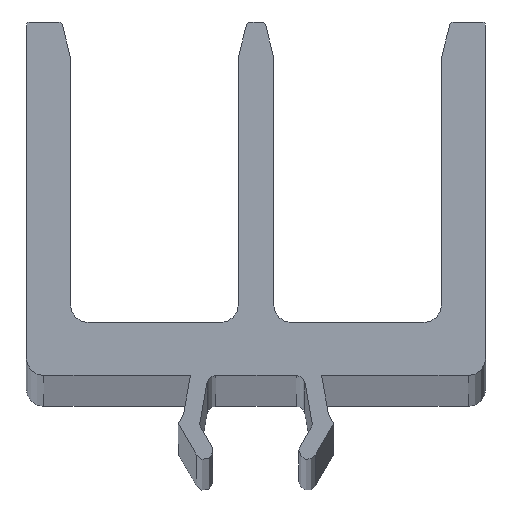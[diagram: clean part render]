
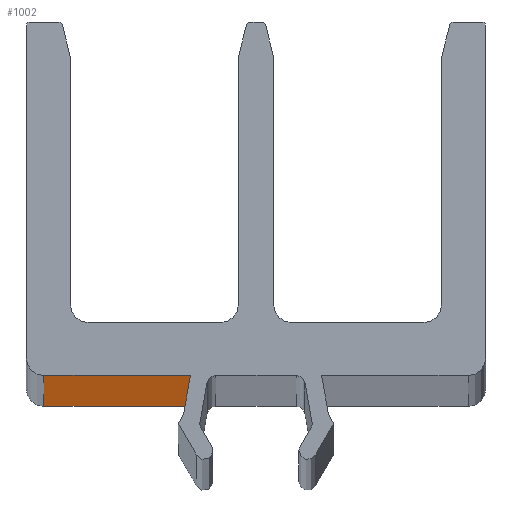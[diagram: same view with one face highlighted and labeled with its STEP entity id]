
A CAD part, top view. The second image highlights one B-rep face of the part: STEP entity #1002.
In plain terms, the highlighted planar face has unit normal (0, -1, 0).
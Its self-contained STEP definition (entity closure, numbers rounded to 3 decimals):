
#129 = FACE_OUTER_BOUND ( 'NONE', #1093, .T. ) ;
#233 = VECTOR ( 'NONE', #480, 1000. ) ;
#235 = VECTOR ( 'NONE', #482, 1000. ) ;
#237 = VECTOR ( 'NONE', #495, 1000. ) ;
#238 = LINE ( 'NONE', #484, #235 ) ;
#239 = LINE ( 'NONE', #491, #237 ) ;
#240 = VECTOR ( 'NONE', #510, 1000. ) ;
#241 = LINE ( 'NONE', #489, #233 ) ;
#242 = LINE ( 'NONE', #498, #240 ) ;
#480 = DIRECTION ( 'NONE',  ( 1., 0., 0. ) ) ;
#482 = DIRECTION ( 'NONE',  ( 0., 0., -1. ) ) ;
#484 = CARTESIAN_POINT ( 'NONE',  ( -3.712, 0., 500. ) ) ;
#489 = CARTESIAN_POINT ( 'NONE',  ( -12., 0., 500. ) ) ;
#491 = CARTESIAN_POINT ( 'NONE',  ( -12., 0., -500. ) ) ;
#495 = DIRECTION ( 'NONE',  ( 1., 0., 0. ) ) ;
#498 = CARTESIAN_POINT ( 'NONE',  ( -12., 0., 500. ) ) ;
#510 = DIRECTION ( 'NONE',  ( 0., 0., -1. ) ) ;
#530 = CARTESIAN_POINT ( 'NONE',  ( -3.712, 0., 500. ) ) ;
#538 = CARTESIAN_POINT ( 'NONE',  ( -12., 0., -500. ) ) ;
#603 = CARTESIAN_POINT ( 'NONE',  ( -12., 0., 500. ) ) ;
#604 = CARTESIAN_POINT ( 'NONE',  ( -3.712, 0., -500. ) ) ;
#829 = DIRECTION ( 'NONE',  ( 0., 0., 1. ) ) ;
#830 = DIRECTION ( 'NONE',  ( 0., 1., 0. ) ) ;
#833 = PLANE ( 'NONE',  #1504 ) ;
#839 = CARTESIAN_POINT ( 'NONE',  ( -12., 0., 500. ) ) ;
#934 = EDGE_CURVE ( 'NONE', #1448, #1486, #242, .T. ) ;
#936 = EDGE_CURVE ( 'NONE', #1486, #1447, #239, .T. ) ;
#937 = EDGE_CURVE ( 'NONE', #1494, #1447, #238, .T. ) ;
#938 = EDGE_CURVE ( 'NONE', #1448, #1494, #241, .T. ) ;
#1002 = ADVANCED_FACE ( 'NONE', ( #129 ), #833, .F. ) ;
#1093 = EDGE_LOOP ( 'NONE', ( #1228, #1201, #1374, #1316 ) ) ;
#1201 = ORIENTED_EDGE ( 'NONE', *, *, #937, .F. ) ;
#1228 = ORIENTED_EDGE ( 'NONE', *, *, #936, .T. ) ;
#1316 = ORIENTED_EDGE ( 'NONE', *, *, #934, .T. ) ;
#1374 = ORIENTED_EDGE ( 'NONE', *, *, #938, .F. ) ;
#1447 = VERTEX_POINT ( 'NONE', #604 ) ;
#1448 = VERTEX_POINT ( 'NONE', #603 ) ;
#1486 = VERTEX_POINT ( 'NONE', #538 ) ;
#1494 = VERTEX_POINT ( 'NONE', #530 ) ;
#1504 = AXIS2_PLACEMENT_3D ( 'NONE', #839, #830, #829 ) ;
